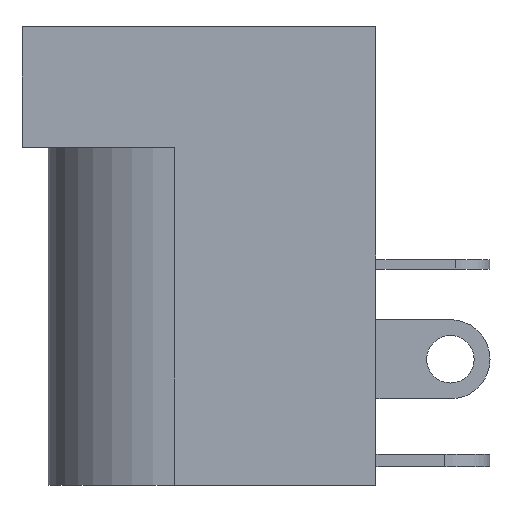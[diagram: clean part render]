
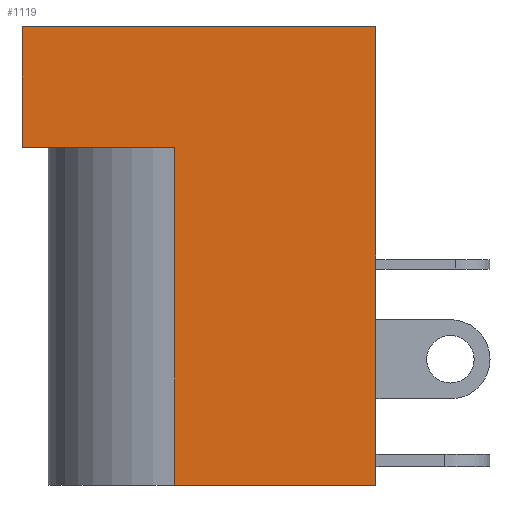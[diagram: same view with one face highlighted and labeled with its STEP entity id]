
A CAD part, left-side view. The second image highlights one B-rep face of the part: STEP entity #1119.
In plain terms, the highlighted planar face has unit normal (-1, 0, 0).
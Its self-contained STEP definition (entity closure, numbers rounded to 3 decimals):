
#287 = PLANE('',#288);
#288 = AXIS2_PLACEMENT_3D('',#289,#290,#291);
#289 = CARTESIAN_POINT('',(4.572,0.,0.));
#290 = DIRECTION('',(0.,1.,0.));
#291 = DIRECTION('',(-1.,0.,0.));
#548 = VERTEX_POINT('',#549);
#549 = CARTESIAN_POINT('',(-4.572,0.,0.));
#563 = PLANE('',#564);
#564 = AXIS2_PLACEMENT_3D('',#565,#566,#567);
#565 = CARTESIAN_POINT('',(-4.572,11.176,0.));
#566 = DIRECTION('',(0.,0.,1.));
#567 = DIRECTION('',(1.,0.,0.));
#623 = VERTEX_POINT('',#624);
#624 = CARTESIAN_POINT('',(-4.572,0.,-14.478));
#638 = PLANE('',#639);
#639 = AXIS2_PLACEMENT_3D('',#640,#641,#642);
#640 = CARTESIAN_POINT('',(-4.572,11.176,-14.478));
#641 = DIRECTION('',(0.,0.,1.));
#642 = DIRECTION('',(1.,0.,0.));
#650 = EDGE_CURVE('',#548,#623,#651,.T.);
#651 = SURFACE_CURVE('',#652,(#656,#663),.PCURVE_S1.);
#652 = LINE('',#653,#654);
#653 = CARTESIAN_POINT('',(-4.572,0.,0.));
#654 = VECTOR('',#655,1.);
#655 = DIRECTION('',(-0.,-0.,-1.));
#656 = PCURVE('',#287,#657);
#657 = DEFINITIONAL_REPRESENTATION('',(#658),#662);
#658 = LINE('',#659,#660);
#659 = CARTESIAN_POINT('',(9.144,0.));
#660 = VECTOR('',#661,1.);
#661 = DIRECTION('',(0.,-1.));
#662 = ( GEOMETRIC_REPRESENTATION_CONTEXT(2) 
PARAMETRIC_REPRESENTATION_CONTEXT() REPRESENTATION_CONTEXT('2D SPACE',''
  ) );
#663 = PCURVE('',#664,#669);
#664 = PLANE('',#665);
#665 = AXIS2_PLACEMENT_3D('',#666,#667,#668);
#666 = CARTESIAN_POINT('',(-4.572,0.,0.));
#667 = DIRECTION('',(1.,0.,0.));
#668 = DIRECTION('',(0.,1.,0.));
#669 = DEFINITIONAL_REPRESENTATION('',(#670),#674);
#670 = LINE('',#671,#672);
#671 = CARTESIAN_POINT('',(0.,0.));
#672 = VECTOR('',#673,1.);
#673 = DIRECTION('',(0.,-1.));
#674 = ( GEOMETRIC_REPRESENTATION_CONTEXT(2) 
PARAMETRIC_REPRESENTATION_CONTEXT() REPRESENTATION_CONTEXT('2D SPACE',''
  ) );
#946 = PLANE('',#947);
#947 = AXIS2_PLACEMENT_3D('',#948,#949,#950);
#948 = CARTESIAN_POINT('',(-4.572,11.176,0.));
#949 = DIRECTION('',(0.,-1.,0.));
#950 = DIRECTION('',(1.,0.,0.));
#974 = PLANE('',#975);
#975 = AXIS2_PLACEMENT_3D('',#976,#977,#978);
#976 = CARTESIAN_POINT('',(-4.572,6.35,-3.81));
#977 = DIRECTION('',(0.,0.,-1.));
#978 = DIRECTION('',(-1.,0.,0.));
#1044 = VERTEX_POINT('',#1045);
#1045 = CARTESIAN_POINT('',(-4.572,11.176,0.));
#1066 = EDGE_CURVE('',#548,#1044,#1067,.T.);
#1067 = SURFACE_CURVE('',#1068,(#1072,#1079),.PCURVE_S1.);
#1068 = LINE('',#1069,#1070);
#1069 = CARTESIAN_POINT('',(-4.572,0.,0.));
#1070 = VECTOR('',#1071,1.);
#1071 = DIRECTION('',(0.,1.,0.));
#1072 = PCURVE('',#563,#1073);
#1073 = DEFINITIONAL_REPRESENTATION('',(#1074),#1078);
#1074 = LINE('',#1075,#1076);
#1075 = CARTESIAN_POINT('',(0.,-11.176));
#1076 = VECTOR('',#1077,1.);
#1077 = DIRECTION('',(0.,1.));
#1078 = ( GEOMETRIC_REPRESENTATION_CONTEXT(2) 
PARAMETRIC_REPRESENTATION_CONTEXT() REPRESENTATION_CONTEXT('2D SPACE',''
  ) );
#1079 = PCURVE('',#664,#1080);
#1080 = DEFINITIONAL_REPRESENTATION('',(#1081),#1085);
#1081 = LINE('',#1082,#1083);
#1082 = CARTESIAN_POINT('',(0.,0.));
#1083 = VECTOR('',#1084,1.);
#1084 = DIRECTION('',(1.,0.));
#1085 = ( GEOMETRIC_REPRESENTATION_CONTEXT(2) 
PARAMETRIC_REPRESENTATION_CONTEXT() REPRESENTATION_CONTEXT('2D SPACE',''
  ) );
#1119 = ADVANCED_FACE('',(#1120),#664,.F.);
#1120 = FACE_BOUND('',#1121,.F.);
#1121 = EDGE_LOOP('',(#1122,#1123,#1124,#1147,#1175,#1198));
#1122 = ORIENTED_EDGE('',*,*,#1066,.F.);
#1123 = ORIENTED_EDGE('',*,*,#650,.T.);
#1124 = ORIENTED_EDGE('',*,*,#1125,.T.);
#1125 = EDGE_CURVE('',#623,#1126,#1128,.T.);
#1126 = VERTEX_POINT('',#1127);
#1127 = CARTESIAN_POINT('',(-4.572,6.35,-14.478));
#1128 = SURFACE_CURVE('',#1129,(#1133,#1140),.PCURVE_S1.);
#1129 = LINE('',#1130,#1131);
#1130 = CARTESIAN_POINT('',(-4.572,0.,-14.478));
#1131 = VECTOR('',#1132,1.);
#1132 = DIRECTION('',(0.,1.,0.));
#1133 = PCURVE('',#664,#1134);
#1134 = DEFINITIONAL_REPRESENTATION('',(#1135),#1139);
#1135 = LINE('',#1136,#1137);
#1136 = CARTESIAN_POINT('',(0.,-14.478));
#1137 = VECTOR('',#1138,1.);
#1138 = DIRECTION('',(1.,0.));
#1139 = ( GEOMETRIC_REPRESENTATION_CONTEXT(2) 
PARAMETRIC_REPRESENTATION_CONTEXT() REPRESENTATION_CONTEXT('2D SPACE',''
  ) );
#1140 = PCURVE('',#638,#1141);
#1141 = DEFINITIONAL_REPRESENTATION('',(#1142),#1146);
#1142 = LINE('',#1143,#1144);
#1143 = CARTESIAN_POINT('',(0.,-11.176));
#1144 = VECTOR('',#1145,1.);
#1145 = DIRECTION('',(0.,1.));
#1146 = ( GEOMETRIC_REPRESENTATION_CONTEXT(2) 
PARAMETRIC_REPRESENTATION_CONTEXT() REPRESENTATION_CONTEXT('2D SPACE',''
  ) );
#1147 = ORIENTED_EDGE('',*,*,#1148,.T.);
#1148 = EDGE_CURVE('',#1126,#1149,#1151,.T.);
#1149 = VERTEX_POINT('',#1150);
#1150 = CARTESIAN_POINT('',(-4.572,6.35,-3.81));
#1151 = SURFACE_CURVE('',#1152,(#1156,#1163),.PCURVE_S1.);
#1152 = LINE('',#1153,#1154);
#1153 = CARTESIAN_POINT('',(-4.572,6.35,-14.478));
#1154 = VECTOR('',#1155,1.);
#1155 = DIRECTION('',(0.,0.,1.));
#1156 = PCURVE('',#664,#1157);
#1157 = DEFINITIONAL_REPRESENTATION('',(#1158),#1162);
#1158 = LINE('',#1159,#1160);
#1159 = CARTESIAN_POINT('',(6.35,-14.478));
#1160 = VECTOR('',#1161,1.);
#1161 = DIRECTION('',(0.,1.));
#1162 = ( GEOMETRIC_REPRESENTATION_CONTEXT(2) 
PARAMETRIC_REPRESENTATION_CONTEXT() REPRESENTATION_CONTEXT('2D SPACE',''
  ) );
#1163 = PCURVE('',#1164,#1169);
#1164 = PLANE('',#1165);
#1165 = AXIS2_PLACEMENT_3D('',#1166,#1167,#1168);
#1166 = CARTESIAN_POINT('',(-4.572,6.35,-14.478));
#1167 = DIRECTION('',(0.,1.,0.));
#1168 = DIRECTION('',(1.,0.,0.));
#1169 = DEFINITIONAL_REPRESENTATION('',(#1170),#1174);
#1170 = LINE('',#1171,#1172);
#1171 = CARTESIAN_POINT('',(0.,0.));
#1172 = VECTOR('',#1173,1.);
#1173 = DIRECTION('',(0.,-1.));
#1174 = ( GEOMETRIC_REPRESENTATION_CONTEXT(2) 
PARAMETRIC_REPRESENTATION_CONTEXT() REPRESENTATION_CONTEXT('2D SPACE',''
  ) );
#1175 = ORIENTED_EDGE('',*,*,#1176,.T.);
#1176 = EDGE_CURVE('',#1149,#1177,#1179,.T.);
#1177 = VERTEX_POINT('',#1178);
#1178 = CARTESIAN_POINT('',(-4.572,11.176,-3.81));
#1179 = SURFACE_CURVE('',#1180,(#1184,#1191),.PCURVE_S1.);
#1180 = LINE('',#1181,#1182);
#1181 = CARTESIAN_POINT('',(-4.572,6.35,-3.81));
#1182 = VECTOR('',#1183,1.);
#1183 = DIRECTION('',(0.,1.,0.));
#1184 = PCURVE('',#664,#1185);
#1185 = DEFINITIONAL_REPRESENTATION('',(#1186),#1190);
#1186 = LINE('',#1187,#1188);
#1187 = CARTESIAN_POINT('',(6.35,-3.81));
#1188 = VECTOR('',#1189,1.);
#1189 = DIRECTION('',(1.,0.));
#1190 = ( GEOMETRIC_REPRESENTATION_CONTEXT(2) 
PARAMETRIC_REPRESENTATION_CONTEXT() REPRESENTATION_CONTEXT('2D SPACE',''
  ) );
#1191 = PCURVE('',#974,#1192);
#1192 = DEFINITIONAL_REPRESENTATION('',(#1193),#1197);
#1193 = LINE('',#1194,#1195);
#1194 = CARTESIAN_POINT('',(0.,0.));
#1195 = VECTOR('',#1196,1.);
#1196 = DIRECTION('',(0.,1.));
#1197 = ( GEOMETRIC_REPRESENTATION_CONTEXT(2) 
PARAMETRIC_REPRESENTATION_CONTEXT() REPRESENTATION_CONTEXT('2D SPACE',''
  ) );
#1198 = ORIENTED_EDGE('',*,*,#1199,.F.);
#1199 = EDGE_CURVE('',#1044,#1177,#1200,.T.);
#1200 = SURFACE_CURVE('',#1201,(#1205,#1212),.PCURVE_S1.);
#1201 = LINE('',#1202,#1203);
#1202 = CARTESIAN_POINT('',(-4.572,11.176,0.));
#1203 = VECTOR('',#1204,1.);
#1204 = DIRECTION('',(-0.,-0.,-1.));
#1205 = PCURVE('',#664,#1206);
#1206 = DEFINITIONAL_REPRESENTATION('',(#1207),#1211);
#1207 = LINE('',#1208,#1209);
#1208 = CARTESIAN_POINT('',(11.176,0.));
#1209 = VECTOR('',#1210,1.);
#1210 = DIRECTION('',(0.,-1.));
#1211 = ( GEOMETRIC_REPRESENTATION_CONTEXT(2) 
PARAMETRIC_REPRESENTATION_CONTEXT() REPRESENTATION_CONTEXT('2D SPACE',''
  ) );
#1212 = PCURVE('',#946,#1213);
#1213 = DEFINITIONAL_REPRESENTATION('',(#1214),#1218);
#1214 = LINE('',#1215,#1216);
#1215 = CARTESIAN_POINT('',(0.,0.));
#1216 = VECTOR('',#1217,1.);
#1217 = DIRECTION('',(0.,-1.));
#1218 = ( GEOMETRIC_REPRESENTATION_CONTEXT(2) 
PARAMETRIC_REPRESENTATION_CONTEXT() REPRESENTATION_CONTEXT('2D SPACE',''
  ) );
